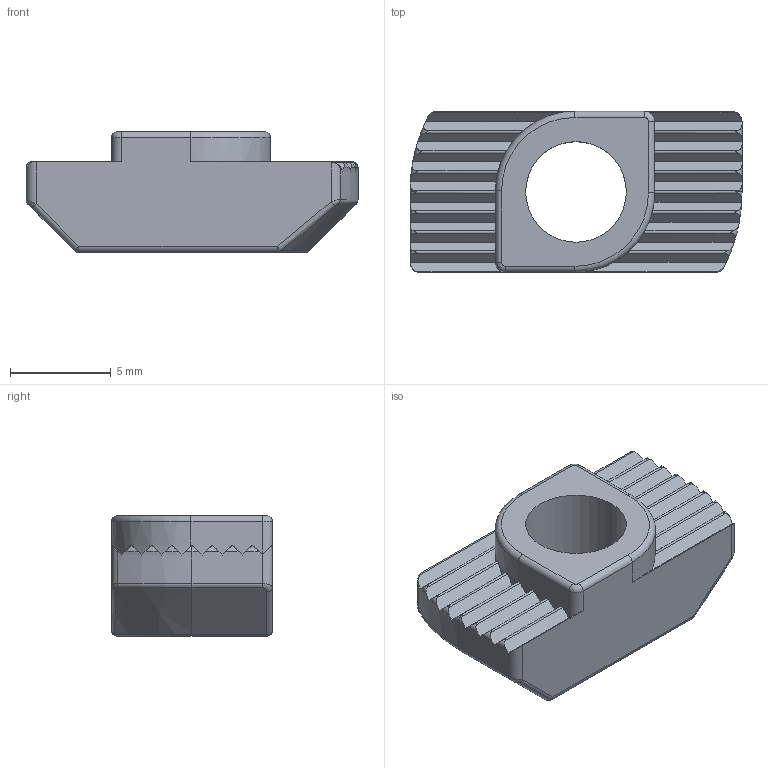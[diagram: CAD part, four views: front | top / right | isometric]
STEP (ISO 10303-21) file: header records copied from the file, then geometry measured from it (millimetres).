
FILE_DESCRIPTION (( 'STEP AP214' ), '1' );
FILE_NAME ('096h08615e.STEP', '2014-08-18T13:16:44', ( '' ), ( '' ), 'SwSTEP 2.0', 'SolidWorks 2014', '' );
FILE_SCHEMA (( 'AUTOMOTIVE_DESIGN' ));
Length unit declared in the file: millimetre
Products named in the file (1): 096h08615e
Bounding box: 16.5 x 8 x 6 mm (x, y, z)
Volume: 480.4 mm3; surface area: 548.5 mm2
Topology: 1 solids, 1 shells, 122 faces, 336 edges, 212 vertices
Faces by surface type: cylinder 50, plane 42, torus 18, bspline 6, sphere 4, cone 2
Entity records: 4120 total; most frequent: CARTESIAN_POINT 1275, ORIENTED_EDGE 664, DIRECTION 512, EDGE_CURVE 332, VERTEX_POINT 212, AXIS2_PLACEMENT_3D 189, LINE 134, VECTOR 134
